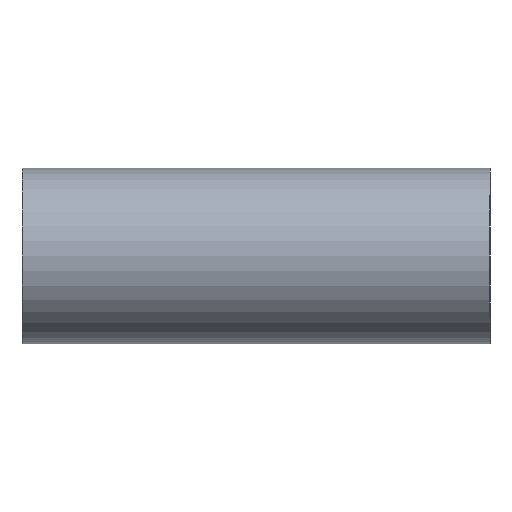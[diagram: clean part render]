
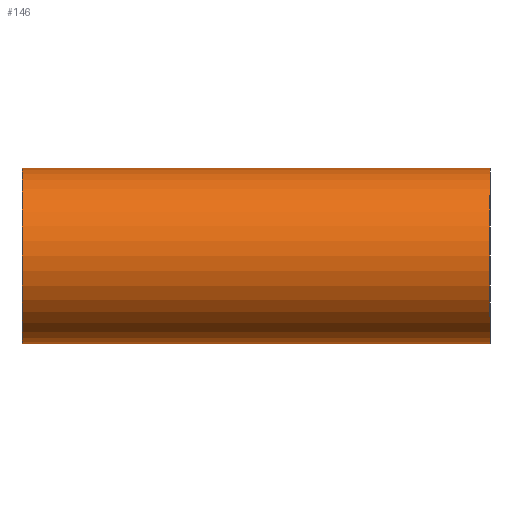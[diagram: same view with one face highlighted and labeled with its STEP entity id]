
A CAD part, left-side view. The second image highlights one B-rep face of the part: STEP entity #146.
In plain terms, the highlighted cylindrical face has radius 2.25 mm (diameter 4.5 mm), a full revolution.
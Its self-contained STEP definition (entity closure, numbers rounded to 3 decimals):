
#22=CYLINDRICAL_SURFACE('',#180,2.25);
#25=CIRCLE('',#174,2.25);
#26=CIRCLE('',#175,2.25);
#29=CIRCLE('',#179,2.25);
#30=CIRCLE('',#181,2.25);
#38=FACE_OUTER_BOUND('',#46,.T.);
#46=EDGE_LOOP('',(#118,#119,#120,#121,#122,#123,#124,#125));
#53=LINE('',#245,#63);
#55=LINE('',#251,#65);
#58=LINE('',#268,#68);
#63=VECTOR('',#195,10.);
#65=VECTOR('',#199,10.);
#68=VECTOR('',#222,2.25);
#71=VERTEX_POINT('',#239);
#73=VERTEX_POINT('',#243);
#74=VERTEX_POINT('',#247);
#76=VERTEX_POINT('',#250);
#78=VERTEX_POINT('',#257);
#80=VERTEX_POINT('',#266);
#85=EDGE_CURVE('',#71,#73,#53,.T.);
#87=EDGE_CURVE('',#74,#76,#55,.T.);
#91=EDGE_CURVE('',#78,#71,#25,.T.);
#92=EDGE_CURVE('',#74,#78,#26,.T.);
#95=EDGE_CURVE('',#76,#73,#29,.T.);
#96=EDGE_CURVE('',#80,#80,#30,.T.);
#97=EDGE_CURVE('',#80,#78,#58,.T.);
#118=ORIENTED_EDGE('',*,*,#96,.F.);
#119=ORIENTED_EDGE('',*,*,#97,.T.);
#120=ORIENTED_EDGE('',*,*,#91,.T.);
#121=ORIENTED_EDGE('',*,*,#85,.T.);
#122=ORIENTED_EDGE('',*,*,#95,.F.);
#123=ORIENTED_EDGE('',*,*,#87,.F.);
#124=ORIENTED_EDGE('',*,*,#92,.T.);
#125=ORIENTED_EDGE('',*,*,#97,.F.);
#146=ADVANCED_FACE('',(#38),#22,.T.);
#174=AXIS2_PLACEMENT_3D('',#258,#206,#207);
#175=AXIS2_PLACEMENT_3D('',#259,#208,#209);
#179=AXIS2_PLACEMENT_3D('',#264,#216,#217);
#180=AXIS2_PLACEMENT_3D('',#265,#218,#219);
#181=AXIS2_PLACEMENT_3D('',#267,#220,#221);
#195=DIRECTION('',(0.,-1.,0.));
#199=DIRECTION('',(0.,-1.,0.));
#206=DIRECTION('center_axis',(0.,1.,0.));
#207=DIRECTION('ref_axis',(-1.,0.,0.));
#208=DIRECTION('center_axis',(0.,1.,0.));
#209=DIRECTION('ref_axis',(-1.,0.,0.));
#216=DIRECTION('center_axis',(0.,-1.,0.));
#217=DIRECTION('ref_axis',(-1.,0.,0.));
#218=DIRECTION('center_axis',(0.,1.,0.));
#219=DIRECTION('ref_axis',(-1.,0.,0.));
#220=DIRECTION('center_axis',(0.,1.,0.));
#221=DIRECTION('ref_axis',(-1.,0.,0.));
#222=DIRECTION('',(0.,-1.,0.));
#239=CARTESIAN_POINT('',(-7.266,0.,12.276));
#243=CARTESIAN_POINT('',(-7.266,-2.,12.276));
#245=CARTESIAN_POINT('',(-7.266,0.,12.276));
#247=CARTESIAN_POINT('',(-7.266,0.,16.776));
#250=CARTESIAN_POINT('',(-7.266,-2.,16.776));
#251=CARTESIAN_POINT('',(-7.266,0.,16.776));
#257=CARTESIAN_POINT('',(-5.016,0.,14.526));
#258=CARTESIAN_POINT('Origin',(-7.266,0.,14.526));
#259=CARTESIAN_POINT('Origin',(-7.266,0.,14.526));
#264=CARTESIAN_POINT('Origin',(-7.266,-2.,14.526));
#265=CARTESIAN_POINT('Origin',(-7.266,0.,14.526));
#266=CARTESIAN_POINT('',(-5.016,10.,14.526));
#267=CARTESIAN_POINT('Origin',(-7.266,10.,14.526));
#268=CARTESIAN_POINT('',(-5.016,0.,14.526));
